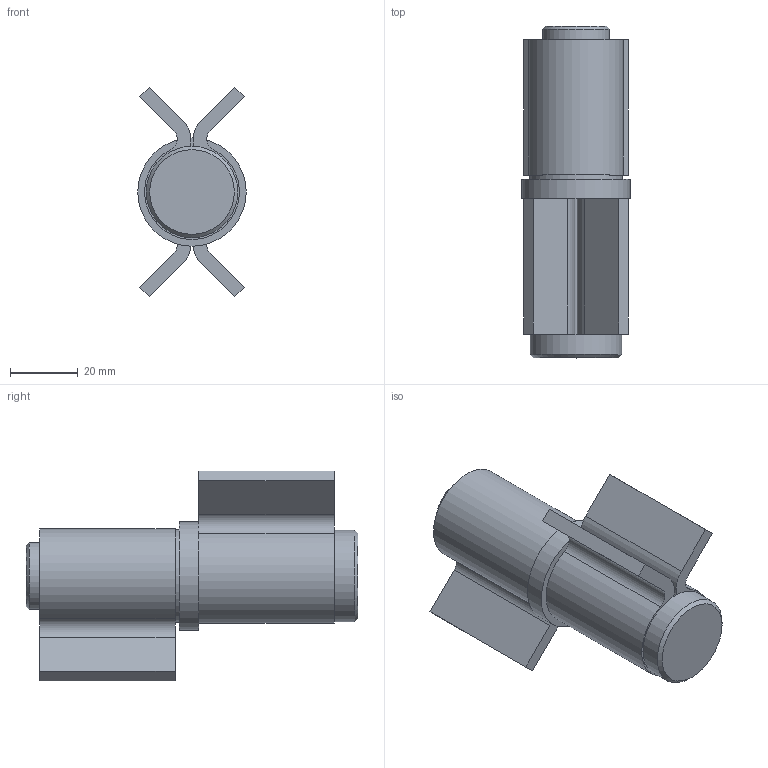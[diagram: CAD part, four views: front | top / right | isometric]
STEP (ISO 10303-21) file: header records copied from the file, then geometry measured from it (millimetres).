
FILE_DESCRIPTION (( 'STEP AP203' ), '1' );
FILE_NAME ('445-90.STEP', '2021-09-09T11:36:15', ( '' ), ( '' ), 'SwSTEP 2.0', 'SolidWorks 2018', '' );
FILE_SCHEMA (( 'CONFIG_CONTROL_DESIGN' ));
Length unit declared in the file: millimetre
Products named in the file (8): 445-90 Teil1; 445-90 Teil2; 445-90 Teil2_445-90 Teil2; 445-90 Teil1_445-90 Teil1; 445-90 Teil3_445-90 Teil3; 445-90 Teil3; 445-90
Assembly tree (4 placements, depth 2):
  445-90 Teil1
  445-90 Teil2
  445-90 Teil3
  445-90
    445-90 Teil1_445-90 Teil1
    445-90 Teil2_445-90 Teil2  x2
    445-90 Teil3_445-90 Teil3
  445-90 Teil2
Bounding box: 32 x 98 x 62 mm (x, y, z)
Volume: 70658.4 mm3; surface area: 32298.4 mm2
Topology: 24 solids, 24 shells, 302 faces, 794 edges, 529 vertices
Faces by surface type: plane 142, bspline 94, cylinder 44, sphere 20, cone 2
Full cylindrical faces by diameter (mm): 19.8 x1, 20 x2, 22 x2, 27 x1, 27.4 x1, 27.5 x1, 30 x1, 32 x1
Entity records: 12497 total; most frequent: CARTESIAN_POINT 5649, ORIENTED_EDGE 1370, DIRECTION 1017, EDGE_CURVE 685, VERTEX_POINT 464, LINE 341, VECTOR 341, AXIS2_PLACEMENT_3D 338
